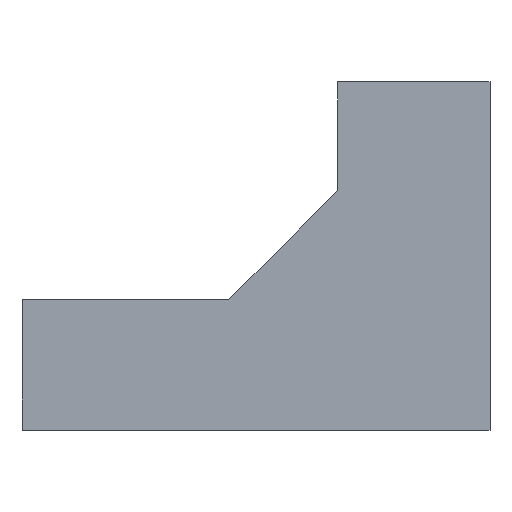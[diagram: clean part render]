
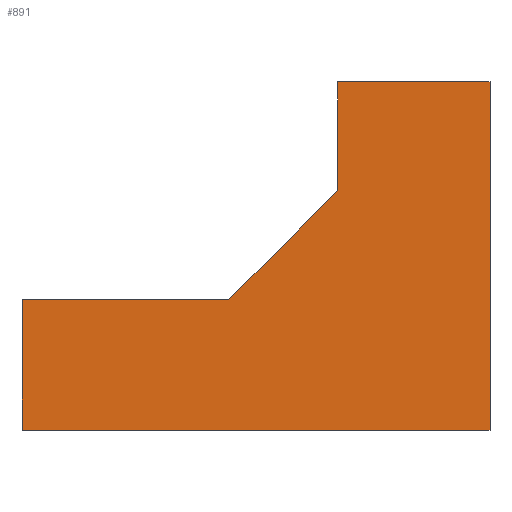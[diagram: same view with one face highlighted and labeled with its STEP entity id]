
A CAD part, front view. The second image highlights one B-rep face of the part: STEP entity #891.
In plain terms, the highlighted planar face has unit normal (0, -1, 0).
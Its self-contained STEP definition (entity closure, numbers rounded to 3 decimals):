
#68=PLANE('',#986);
#123=FACE_OUTER_BOUND('',#191,.T.);
#191=EDGE_LOOP('',(#808,#809,#810,#811,#812,#813,#814));
#230=LINE('',#1344,#322);
#231=LINE('',#1349,#323);
#248=LINE('',#1386,#340);
#250=LINE('',#1390,#342);
#279=LINE('',#1471,#371);
#285=LINE('',#1484,#377);
#286=LINE('',#1486,#378);
#322=VECTOR('',#1089,10.);
#323=VECTOR('',#1094,10.);
#340=VECTOR('',#1125,10.);
#342=VECTOR('',#1129,10.);
#371=VECTOR('',#1214,10.);
#377=VECTOR('',#1230,10.);
#378=VECTOR('',#1233,10.);
#434=VERTEX_POINT('',#1339);
#435=VERTEX_POINT('',#1342);
#437=VERTEX_POINT('',#1348);
#450=VERTEX_POINT('',#1385);
#451=VERTEX_POINT('',#1389);
#475=VERTEX_POINT('',#1469);
#477=VERTEX_POINT('',#1482);
#524=EDGE_CURVE('',#435,#434,#230,.T.);
#526=EDGE_CURVE('',#434,#437,#231,.T.);
#544=EDGE_CURVE('',#437,#450,#248,.T.);
#546=EDGE_CURVE('',#450,#451,#250,.T.);
#585=EDGE_CURVE('',#435,#475,#279,.T.);
#591=EDGE_CURVE('',#475,#477,#285,.T.);
#592=EDGE_CURVE('',#477,#451,#286,.T.);
#808=ORIENTED_EDGE('',*,*,#585,.T.);
#809=ORIENTED_EDGE('',*,*,#591,.T.);
#810=ORIENTED_EDGE('',*,*,#592,.T.);
#811=ORIENTED_EDGE('',*,*,#546,.F.);
#812=ORIENTED_EDGE('',*,*,#544,.F.);
#813=ORIENTED_EDGE('',*,*,#526,.F.);
#814=ORIENTED_EDGE('',*,*,#524,.F.);
#891=ADVANCED_FACE('',(#123),#68,.T.);
#986=AXIS2_PLACEMENT_3D('',#1485,#1231,#1232);
#1089=DIRECTION('',(1.,0.,0.));
#1094=DIRECTION('',(0.707,0.,0.707));
#1125=DIRECTION('',(0.,0.,1.));
#1129=DIRECTION('',(1.,0.,0.));
#1214=DIRECTION('',(0.,0.,-1.));
#1230=DIRECTION('',(1.,0.,0.));
#1231=DIRECTION('center_axis',(0.,-1.,0.));
#1232=DIRECTION('ref_axis',(1.,0.,0.));
#1233=DIRECTION('',(0.,0.,1.));
#1339=CARTESIAN_POINT('',(-4.,-14.,24.));
#1342=CARTESIAN_POINT('',(-42.,-14.,24.));
#1344=CARTESIAN_POINT('',(-44.,-14.,24.));
#1348=CARTESIAN_POINT('',(16.,-14.,44.));
#1349=CARTESIAN_POINT('',(-15.,-14.,13.));
#1385=CARTESIAN_POINT('',(16.,-14.,64.));
#1386=CARTESIAN_POINT('',(16.,-14.,24.));
#1389=CARTESIAN_POINT('',(44.,-14.,64.));
#1390=CARTESIAN_POINT('',(44.,-14.,64.));
#1469=CARTESIAN_POINT('',(-42.,-14.,0.));
#1471=CARTESIAN_POINT('',(-42.,-14.,12.));
#1482=CARTESIAN_POINT('',(44.,-14.,0.));
#1484=CARTESIAN_POINT('',(-44.,-14.,0.));
#1485=CARTESIAN_POINT('Origin',(-44.,-14.,0.));
#1486=CARTESIAN_POINT('',(44.,-14.,0.));
